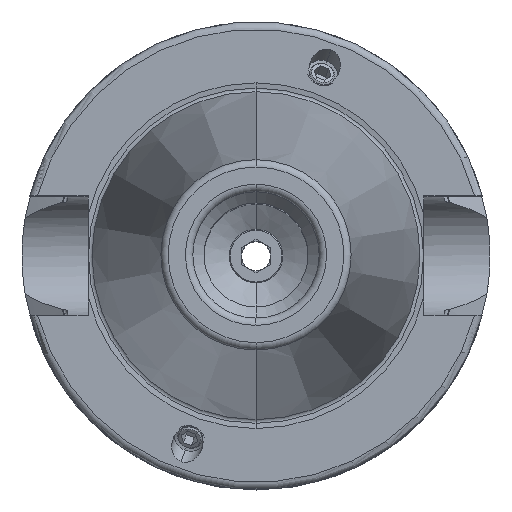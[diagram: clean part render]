
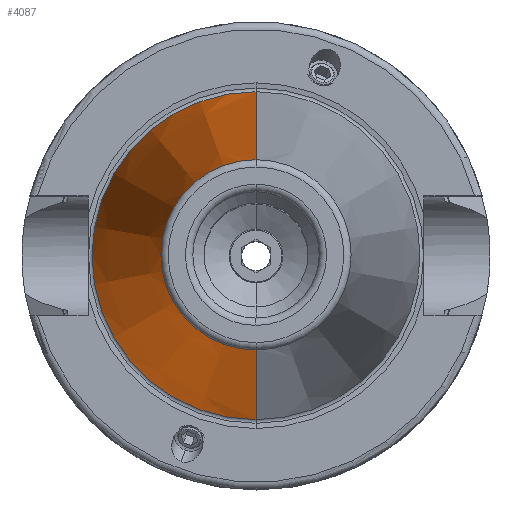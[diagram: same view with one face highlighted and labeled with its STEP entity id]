
A CAD part, top view. The second image highlights one B-rep face of the part: STEP entity #4087.
In plain terms, the highlighted conical face has half-angle 8.297 degrees and reference radius 17.446 mm.
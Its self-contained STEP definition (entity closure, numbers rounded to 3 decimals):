
#1309=CARTESIAN_POINT('',(0,0,91.544));
#1310=DIRECTION('',(0,0,1));
#1311=DIRECTION('',(0,1,0));
#1312=AXIS2_PLACEMENT_3D('',#1309,#1310,#1311);
#1314=DIRECTION('',(0.,0.144,0.99));
#1315=VECTOR('',#1314,64.216);
#1316=CARTESIAN_POINT('',(0,-22.079,28));
#1317=LINE('',#1316,#1315);
#1318=CARTESIAN_POINT('',(0,0,28));
#1319=DIRECTION('',(0,0,1));
#1320=DIRECTION('',(0,1,0));
#1321=AXIS2_PLACEMENT_3D('',#1318,#1319,#1320);
#1323=DIRECTION('',(0.,-0.144,0.99));
#1324=VECTOR('',#1323,64.216);
#1325=CARTESIAN_POINT('',(0,22.079,28));
#1326=LINE('',#1325,#1324);
#2519=CARTESIAN_POINT('',(0,22.079,28));
#2521=VERTEX_POINT('',#2519);
#2535=CARTESIAN_POINT('',(0,-22.079,28));
#2537=VERTEX_POINT('',#2535);
#2562=CARTESIAN_POINT('',(0,12.812,91.544));
#2563=CARTESIAN_POINT('',(0,-12.812,91.544));
#2564=VERTEX_POINT('',#2562);
#2565=VERTEX_POINT('',#2563);
#4073=CARTESIAN_POINT('',(0,0,59.772));
#4074=DIRECTION('',(0,0,-1));
#4075=DIRECTION('',(0,-1,0));
#4076=AXIS2_PLACEMENT_3D('',#4073,#4074,#4075);
#4077=CONICAL_SURFACE('',#4076,17.446,8.297);
#4079=ORIENTED_EDGE('',*,*,#4078,.T.);
#4081=ORIENTED_EDGE('',*,*,#4080,.F.);
#4082=ORIENTED_EDGE('',*,*,#4066,.F.);
#4084=ORIENTED_EDGE('',*,*,#4083,.T.);
#4085=EDGE_LOOP('',(#4079,#4081,#4082,#4084));
#4086=FACE_OUTER_BOUND('',#4085,.F.);
#4087=ADVANCED_FACE('',(#4086),#4077,.T.);
#1313=CIRCLE('',#1312,12.812);
#1322=CIRCLE('',#1321,22.079);
#4066=EDGE_CURVE('',#2521,#2537,#1322,.T.);
#4078=EDGE_CURVE('',#2564,#2565,#1313,.T.);
#4080=EDGE_CURVE('',#2537,#2565,#1317,.T.);
#4083=EDGE_CURVE('',#2521,#2564,#1326,.T.);
